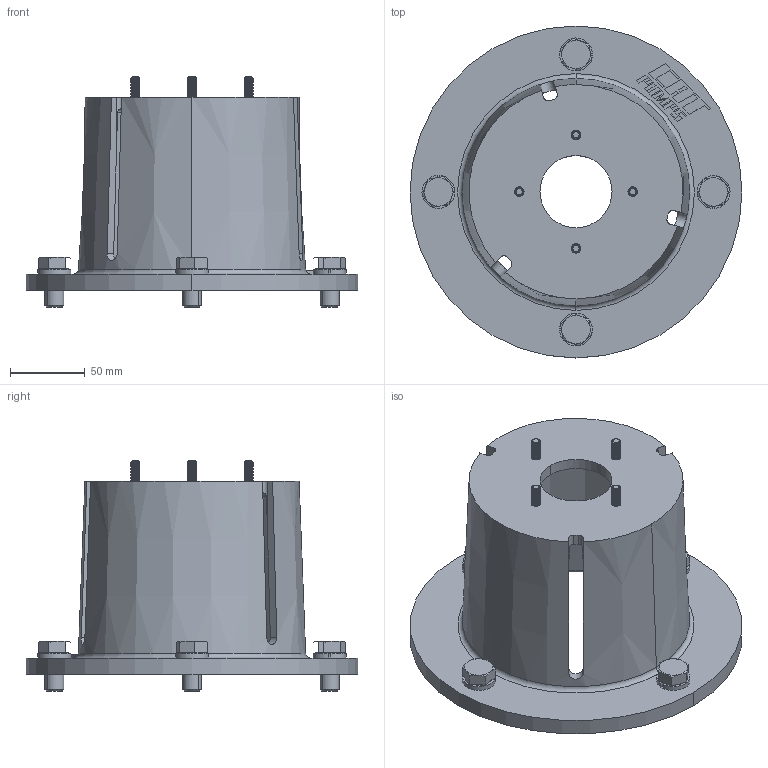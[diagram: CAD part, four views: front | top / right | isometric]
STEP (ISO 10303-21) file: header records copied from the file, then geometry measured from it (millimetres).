
FILE_DESCRIPTION (( 'STEP AP203' ), '1' );
FILE_NAME ('76184.3CP.STEP', '2014-03-31T17:33:08', ( 'IT' ), ( 'Microsoft' ), 'SwSTEP 2.0', 'SolidWorks 2014', '' );
FILE_SCHEMA (( 'CONFIG_CONTROL_DESIGN' ));
Length unit declared in the file: inch
Products named in the file (1): 76184.3CP
Bounding box: 222.25 x 222.25 x 154.29 mm (x, y, z)
Surface area: 194026.5 mm2 (no closed solid volume)
Topology: 0 solids, 24 shells, 503 faces, 1513 edges, 1014 vertices
Faces by surface type: cylinder 312, plane 129, cone 48, torus 10, bspline 4
Entity records: 22220 total; most frequent: CARTESIAN_POINT 10483, ORIENTED_EDGE 2526, DIRECTION 2114, EDGE_CURVE 1513, VERTEX_POINT 1014, AXIS2_PLACEMENT_3D 727, LINE 660, VECTOR 660
